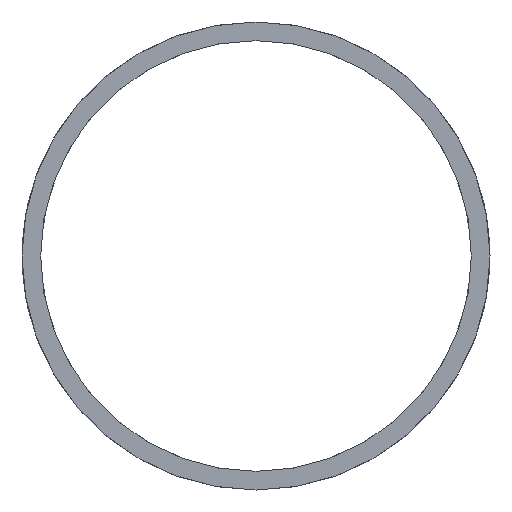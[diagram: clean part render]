
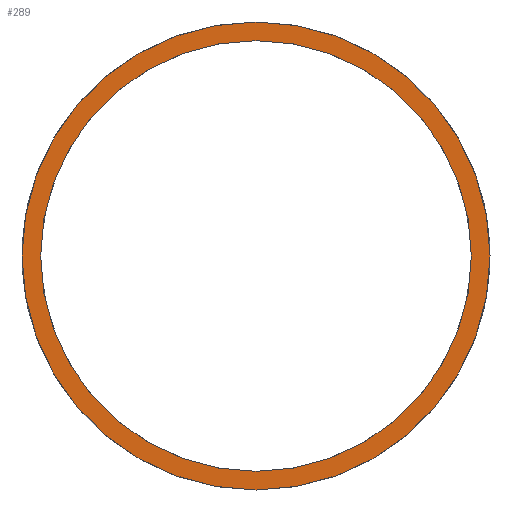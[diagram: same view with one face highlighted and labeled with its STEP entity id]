
A CAD part, front view. The second image highlights one B-rep face of the part: STEP entity #289.
In plain terms, the highlighted planar face has unit normal (0, -1, 0).
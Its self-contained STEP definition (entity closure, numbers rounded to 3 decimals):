
#19 = EDGE_CURVE ( 'NONE', #285, #100, #385, .T. ) ;
#21 = CARTESIAN_POINT ( 'NONE',  ( 15., -4.464, 0. ) ) ;
#22 = DIRECTION ( 'NONE',  ( 0., 1., 0. ) ) ;
#24 = AXIS2_PLACEMENT_3D ( 'NONE', #21, #437, #253 ) ;
#34 = EDGE_LOOP ( 'NONE', ( #328, #186 ) ) ;
#76 = AXIS2_PLACEMENT_3D ( 'NONE', #336, #102, #141 ) ;
#88 = ORIENTED_EDGE ( 'NONE', *, *, #415, .F. ) ;
#100 = VERTEX_POINT ( 'NONE', #430 ) ;
#102 = DIRECTION ( 'NONE',  ( 0., 1., 0. ) ) ;
#116 = DIRECTION ( 'NONE',  ( 0., 0., 1. ) ) ;
#141 = DIRECTION ( 'NONE',  ( 0., 0., 1. ) ) ;
#146 = FACE_BOUND ( 'NONE', #34, .T. ) ;
#174 = CIRCLE ( 'NONE', #461, 16.3 ) ;
#175 = CARTESIAN_POINT ( 'NONE',  ( 0., -4.464, -16.3 ) ) ;
#178 = DIRECTION ( 'NONE',  ( 0., 0., 1. ) ) ;
#180 = EDGE_CURVE ( 'NONE', #100, #285, #419, .T. ) ;
#186 = ORIENTED_EDGE ( 'NONE', *, *, #180, .T. ) ;
#190 = DIRECTION ( 'NONE',  ( 0., 1., 0. ) ) ;
#220 = PLANE ( 'NONE',  #24 ) ;
#222 = DIRECTION ( 'NONE',  ( 0., 0., 1. ) ) ;
#253 = DIRECTION ( 'NONE',  ( 0., 0., 1. ) ) ;
#262 = EDGE_LOOP ( 'NONE', ( #88, #263 ) ) ;
#263 = ORIENTED_EDGE ( 'NONE', *, *, #399, .F. ) ;
#271 = AXIS2_PLACEMENT_3D ( 'NONE', #375, #22, #178 ) ;
#285 = VERTEX_POINT ( 'NONE', #441 ) ;
#289 = ADVANCED_FACE ( 'NONE', ( #295, #146 ), #220, .F. ) ;
#295 = FACE_OUTER_BOUND ( 'NONE', #262, .T. ) ;
#303 = VERTEX_POINT ( 'NONE', #175 ) ;
#305 = CARTESIAN_POINT ( 'NONE',  ( 0., -4.464, 16.3 ) ) ;
#328 = ORIENTED_EDGE ( 'NONE', *, *, #19, .T. ) ;
#335 = CARTESIAN_POINT ( 'NONE',  ( 0., -4.464, 0. ) ) ;
#336 = CARTESIAN_POINT ( 'NONE',  ( 0., -4.464, 0. ) ) ;
#353 = DIRECTION ( 'NONE',  ( 0., 1., 0. ) ) ;
#375 = CARTESIAN_POINT ( 'NONE',  ( 0., -4.464, 0. ) ) ;
#385 = CIRCLE ( 'NONE', #471, 15. ) ;
#399 = EDGE_CURVE ( 'NONE', #303, #423, #174, .T. ) ;
#403 = CIRCLE ( 'NONE', #76, 16.3 ) ;
#415 = EDGE_CURVE ( 'NONE', #423, #303, #403, .T. ) ;
#419 = CIRCLE ( 'NONE', #271, 15. ) ;
#423 = VERTEX_POINT ( 'NONE', #305 ) ;
#430 = CARTESIAN_POINT ( 'NONE',  ( 0., -4.464, -15. ) ) ;
#437 = DIRECTION ( 'NONE',  ( 0., 1., 0. ) ) ;
#441 = CARTESIAN_POINT ( 'NONE',  ( 0., -4.464, 15. ) ) ;
#461 = AXIS2_PLACEMENT_3D ( 'NONE', #335, #190, #222 ) ;
#467 = CARTESIAN_POINT ( 'NONE',  ( 0., -4.464, 0. ) ) ;
#471 = AXIS2_PLACEMENT_3D ( 'NONE', #467, #353, #116 ) ;
